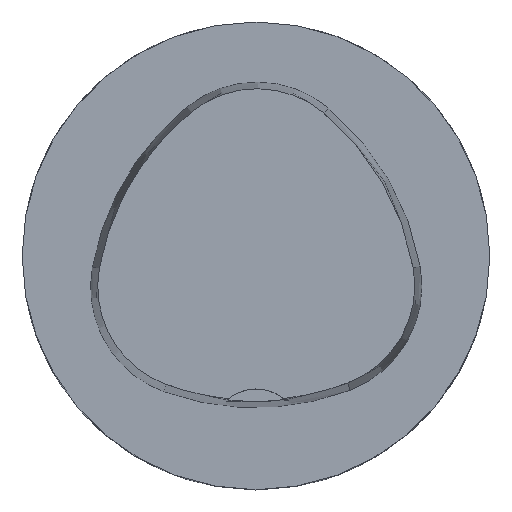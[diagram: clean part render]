
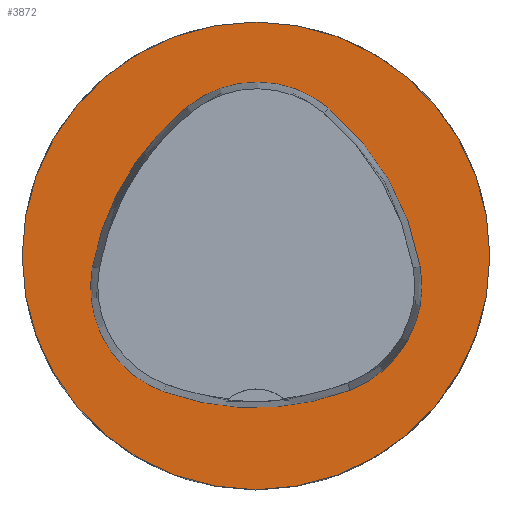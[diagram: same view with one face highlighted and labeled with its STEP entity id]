
A CAD part, top view. The second image highlights one B-rep face of the part: STEP entity #3872.
In plain terms, the highlighted planar face has unit normal (0, 0, 1).
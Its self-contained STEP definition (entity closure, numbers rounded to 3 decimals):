
#3255=FACE_BOUND('',#6230,.T.);
#3256=FACE_BOUND('',#6231,.T.);
#3872=ADVANCED_FACE('',(#3255,#3256),#4876,.T.);
#4876=PLANE('',#18910);
#6230=EDGE_LOOP('',(#8557,#8558,#8559,#8560,#8561,#8562));
#6231=EDGE_LOOP('',(#8563));
#8557=ORIENTED_EDGE('',*,*,#15015,.T.);
#8558=ORIENTED_EDGE('',*,*,#14995,.T.);
#8559=ORIENTED_EDGE('',*,*,#14999,.T.);
#8560=ORIENTED_EDGE('',*,*,#15002,.T.);
#8561=ORIENTED_EDGE('',*,*,#15005,.T.);
#8562=ORIENTED_EDGE('',*,*,#15013,.T.);
#8563=ORIENTED_EDGE('',*,*,#14986,.F.);
#13058=VERTEX_POINT('',#88433);
#13067=VERTEX_POINT('',#88452);
#13068=VERTEX_POINT('',#88453);
#13071=VERTEX_POINT('',#88461);
#13073=VERTEX_POINT('',#88467);
#13075=VERTEX_POINT('',#88473);
#13082=VERTEX_POINT('',#88494);
#14986=EDGE_CURVE('',#13058,#13058,#17161,.T.);
#14995=EDGE_CURVE('',#13067,#13068,#17162,.T.);
#14999=EDGE_CURVE('',#13068,#13071,#17164,.T.);
#15002=EDGE_CURVE('',#13071,#13073,#17166,.T.);
#15005=EDGE_CURVE('',#13073,#13075,#17168,.T.);
#15013=EDGE_CURVE('',#13075,#13082,#17172,.T.);
#15015=EDGE_CURVE('',#13082,#13067,#17174,.T.);
#17161=CIRCLE('',#18882,31.5);
#17162=CIRCLE('',#18888,36.);
#17164=CIRCLE('',#18891,15.);
#17166=CIRCLE('',#18894,36.);
#17168=CIRCLE('',#18897,15.);
#17172=CIRCLE('',#18902,36.);
#17174=CIRCLE('',#18905,15.);
#18882=AXIS2_PLACEMENT_3D('',#88432,#21676,#21677);
#18888=AXIS2_PLACEMENT_3D('',#88451,#21692,#21693);
#18891=AXIS2_PLACEMENT_3D('',#88460,#21700,#21701);
#18894=AXIS2_PLACEMENT_3D('',#88466,#21707,#21708);
#18897=AXIS2_PLACEMENT_3D('',#88472,#21714,#21715);
#18902=AXIS2_PLACEMENT_3D('',#88495,#21726,#21727);
#18905=AXIS2_PLACEMENT_3D('',#88498,#21732,#21733);
#18910=AXIS2_PLACEMENT_3D('',#88503,#21742,#21743);
#21676=DIRECTION('',(0.,0.,-1.));
#21677=DIRECTION('',(-1.,0.,0.));
#21692=DIRECTION('',(0.,0.,-1.));
#21693=DIRECTION('',(-1.,0.,0.));
#21700=DIRECTION('',(0.,0.,-1.));
#21701=DIRECTION('',(-1.,0.,0.));
#21707=DIRECTION('',(0.,0.,-1.));
#21708=DIRECTION('',(-1.,0.,0.));
#21714=DIRECTION('',(0.,0.,-1.));
#21715=DIRECTION('',(-1.,0.,0.));
#21726=DIRECTION('',(0.,0.,-1.));
#21727=DIRECTION('',(-1.,0.,0.));
#21732=DIRECTION('',(0.,0.,-1.));
#21733=DIRECTION('',(-1.,0.,0.));
#21742=DIRECTION('',(0.,0.,1.));
#21743=DIRECTION('',(1.,0.,0.));
#88432=CARTESIAN_POINT('',(0.,0.,0.));
#88433=CARTESIAN_POINT('',(-31.5,0.,0.));
#88451=CARTESIAN_POINT('',(13.398,-7.893,0.));
#88452=CARTESIAN_POINT('',(-22.041,-1.562,0.));
#88453=CARTESIAN_POINT('',(-9.317,20.036,0.));
#88460=CARTESIAN_POINT('',(0.148,8.399,0.));
#88461=CARTESIAN_POINT('',(9.779,19.898,0.));
#88466=CARTESIAN_POINT('',(-13.337,-7.7,0.));
#88467=CARTESIAN_POINT('',(22.122,-1.48,0.));
#88472=CARTESIAN_POINT('',(7.347,-4.071,0.));
#88473=CARTESIAN_POINT('',(12.693,-18.087,0.));
#88494=CARTESIAN_POINT('',(-12.373,-18.307,0.));
#88495=CARTESIAN_POINT('',(-0.137,15.55,0.));
#88498=CARTESIAN_POINT('',(-7.275,-4.2,0.));
#88503=CARTESIAN_POINT('',(0.,0.,0.));
